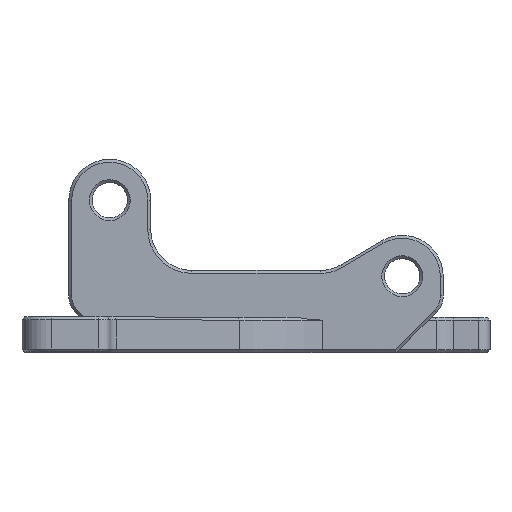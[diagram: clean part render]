
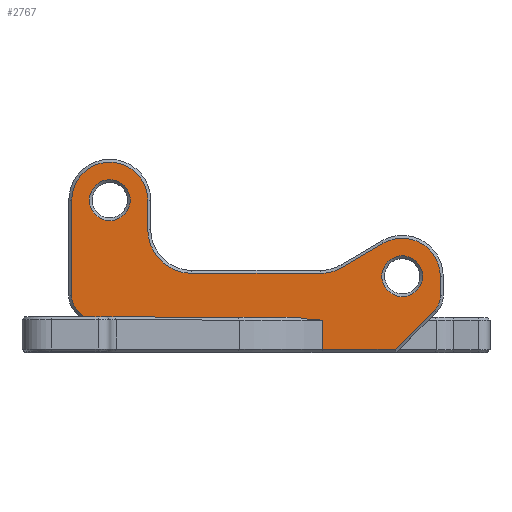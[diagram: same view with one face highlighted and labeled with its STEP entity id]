
A CAD part, top view. The second image highlights one B-rep face of the part: STEP entity #2767.
In plain terms, the highlighted planar face has unit normal (0, 0, 1).
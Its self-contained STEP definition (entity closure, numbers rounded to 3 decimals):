
#57=FACE_BOUND('',#476,.T.);
#58=FACE_BOUND('',#477,.T.);
#67=(
BOUNDED_CURVE()
B_SPLINE_CURVE(2,(#4403,#4404,#4405),.UNSPECIFIED.,.F.,.F.)
B_SPLINE_CURVE_WITH_KNOTS((3,3),(0.128,0.256),
 .UNSPECIFIED.)
CURVE()
GEOMETRIC_REPRESENTATION_ITEM()
RATIONAL_B_SPLINE_CURVE((1.,1.021,1.))
REPRESENTATION_ITEM('')
);
#68=(
BOUNDED_CURVE()
B_SPLINE_CURVE(2,(#4409,#4410,#4411),.UNSPECIFIED.,.F.,.F.)
B_SPLINE_CURVE_WITH_KNOTS((3,3),(0.,0.227),.UNSPECIFIED.)
CURVE()
GEOMETRIC_REPRESENTATION_ITEM()
RATIONAL_B_SPLINE_CURVE((1.,1.006,1.))
REPRESENTATION_ITEM('')
);
#81=CIRCLE('',#2931,1.75);
#82=CIRCLE('',#2934,3.25);
#84=CIRCLE('',#2938,3.75);
#86=CIRCLE('',#2942,3.75);
#88=CIRCLE('',#2946,3.25);
#91=CIRCLE('',#2951,1.75);
#122=CIRCLE('',#2999,1.75);
#123=CIRCLE('',#3000,1.75);
#296=FACE_OUTER_BOUND('',#475,.T.);
#475=EDGE_LOOP('',(#1993,#1994,#1995,#1996,#1997,#1998,#1999,#2000,#2001,
#2002,#2003,#2004,#2005,#2006,#2007,#2008,#2009,#2010,#2011));
#476=EDGE_LOOP('',(#2012));
#477=EDGE_LOOP('',(#2013));
#629=LINE('',#4114,#904);
#633=LINE('',#4126,#908);
#637=LINE('',#4138,#912);
#641=LINE('',#4150,#916);
#645=LINE('',#4162,#920);
#649=LINE('',#4174,#924);
#654=LINE('',#4188,#929);
#681=LINE('',#4282,#956);
#700=LINE('',#4401,#975);
#701=LINE('',#4407,#976);
#702=LINE('',#4412,#977);
#904=VECTOR('',#3235,10.);
#908=VECTOR('',#3247,10.);
#912=VECTOR('',#3259,10.);
#916=VECTOR('',#3271,10.);
#920=VECTOR('',#3283,10.);
#924=VECTOR('',#3295,10.);
#929=VECTOR('',#3308,10.);
#956=VECTOR('',#3391,10.);
#975=VECTOR('',#3446,10.);
#976=VECTOR('',#3447,10.);
#977=VECTOR('',#3448,10.);
#1179=VERTEX_POINT('',#4111);
#1180=VERTEX_POINT('',#4113);
#1182=VERTEX_POINT('',#4119);
#1184=VERTEX_POINT('',#4125);
#1186=VERTEX_POINT('',#4131);
#1188=VERTEX_POINT('',#4137);
#1190=VERTEX_POINT('',#4143);
#1192=VERTEX_POINT('',#4149);
#1194=VERTEX_POINT('',#4155);
#1196=VERTEX_POINT('',#4161);
#1198=VERTEX_POINT('',#4167);
#1200=VERTEX_POINT('',#4173);
#1202=VERTEX_POINT('',#4179);
#1205=VERTEX_POINT('',#4187);
#1234=VERTEX_POINT('',#4277);
#1268=VERTEX_POINT('',#4400);
#1269=VERTEX_POINT('',#4402);
#1270=VERTEX_POINT('',#4406);
#1271=VERTEX_POINT('',#4408);
#1272=VERTEX_POINT('',#4413);
#1273=VERTEX_POINT('',#4415);
#1418=EDGE_CURVE('',#1179,#1180,#629,.T.);
#1423=EDGE_CURVE('',#1180,#1182,#81,.T.);
#1424=EDGE_CURVE('',#1182,#1184,#633,.T.);
#1427=EDGE_CURVE('',#1184,#1186,#82,.T.);
#1430=EDGE_CURVE('',#1186,#1188,#637,.T.);
#1433=EDGE_CURVE('',#1188,#1190,#84,.T.);
#1436=EDGE_CURVE('',#1190,#1192,#641,.T.);
#1439=EDGE_CURVE('',#1192,#1194,#86,.T.);
#1442=EDGE_CURVE('',#1194,#1196,#645,.T.);
#1445=EDGE_CURVE('',#1196,#1198,#88,.T.);
#1448=EDGE_CURVE('',#1198,#1200,#649,.T.);
#1453=EDGE_CURVE('',#1200,#1202,#91,.T.);
#1455=EDGE_CURVE('',#1202,#1205,#654,.T.);
#1498=EDGE_CURVE('',#1205,#1234,#681,.T.);
#1537=EDGE_CURVE('',#1268,#1179,#700,.T.);
#1538=EDGE_CURVE('',#1269,#1268,#67,.F.);
#1539=EDGE_CURVE('',#1269,#1270,#701,.T.);
#1540=EDGE_CURVE('',#1271,#1270,#68,.F.);
#1541=EDGE_CURVE('',#1234,#1271,#702,.T.);
#1542=EDGE_CURVE('',#1272,#1272,#122,.T.);
#1543=EDGE_CURVE('',#1273,#1273,#123,.T.);
#1993=ORIENTED_EDGE('',*,*,#1498,.F.);
#1994=ORIENTED_EDGE('',*,*,#1455,.F.);
#1995=ORIENTED_EDGE('',*,*,#1453,.F.);
#1996=ORIENTED_EDGE('',*,*,#1448,.F.);
#1997=ORIENTED_EDGE('',*,*,#1445,.F.);
#1998=ORIENTED_EDGE('',*,*,#1442,.F.);
#1999=ORIENTED_EDGE('',*,*,#1439,.F.);
#2000=ORIENTED_EDGE('',*,*,#1436,.F.);
#2001=ORIENTED_EDGE('',*,*,#1433,.F.);
#2002=ORIENTED_EDGE('',*,*,#1430,.F.);
#2003=ORIENTED_EDGE('',*,*,#1427,.F.);
#2004=ORIENTED_EDGE('',*,*,#1424,.F.);
#2005=ORIENTED_EDGE('',*,*,#1423,.F.);
#2006=ORIENTED_EDGE('',*,*,#1418,.F.);
#2007=ORIENTED_EDGE('',*,*,#1537,.F.);
#2008=ORIENTED_EDGE('',*,*,#1538,.F.);
#2009=ORIENTED_EDGE('',*,*,#1539,.T.);
#2010=ORIENTED_EDGE('',*,*,#1540,.F.);
#2011=ORIENTED_EDGE('',*,*,#1541,.F.);
#2012=ORIENTED_EDGE('',*,*,#1542,.F.);
#2013=ORIENTED_EDGE('',*,*,#1543,.F.);
#2671=PLANE('',#2998);
#2767=ADVANCED_FACE('',(#296,#57,#58),#2671,.T.);
#2931=AXIS2_PLACEMENT_3D('',#4123,#3243,#3244);
#2934=AXIS2_PLACEMENT_3D('',#4132,#3252,#3253);
#2938=AXIS2_PLACEMENT_3D('',#4144,#3264,#3265);
#2942=AXIS2_PLACEMENT_3D('',#4156,#3276,#3277);
#2946=AXIS2_PLACEMENT_3D('',#4168,#3288,#3289);
#2951=AXIS2_PLACEMENT_3D('',#4183,#3303,#3304);
#2998=AXIS2_PLACEMENT_3D('',#4399,#3444,#3445);
#2999=AXIS2_PLACEMENT_3D('',#4414,#3449,#3450);
#3000=AXIS2_PLACEMENT_3D('',#4416,#3451,#3452);
#3235=DIRECTION('',(-0.707,0.707,0.));
#3243=DIRECTION('center_axis',(0.,0.,-1.));
#3244=DIRECTION('ref_axis',(-0.924,-0.383,0.));
#3247=DIRECTION('',(0.,1.,0.));
#3252=DIRECTION('center_axis',(0.,0.,-1.));
#3253=DIRECTION('ref_axis',(1.,0.,0.));
#3259=DIRECTION('',(0.,-1.,0.));
#3264=DIRECTION('center_axis',(0.,0.,1.));
#3265=DIRECTION('ref_axis',(0.,-1.,0.));
#3271=DIRECTION('',(1.,0.,0.));
#3276=DIRECTION('center_axis',(0.,0.,1.));
#3277=DIRECTION('ref_axis',(0.,-1.,0.));
#3283=DIRECTION('',(0.862,0.508,0.));
#3288=DIRECTION('center_axis',(0.,0.,-1.));
#3289=DIRECTION('ref_axis',(1.,0.,0.));
#3295=DIRECTION('',(0.,-1.,0.));
#3303=DIRECTION('center_axis',(0.,0.,-1.));
#3304=DIRECTION('ref_axis',(0.924,-0.383,0.));
#3308=DIRECTION('',(-0.707,-0.707,0.));
#3391=DIRECTION('',(-1.,0.,0.));
#3444=DIRECTION('center_axis',(0.,0.,1.));
#3445=DIRECTION('ref_axis',(1.,0.,0.));
#3446=DIRECTION('',(0.,-1.,0.));
#3447=DIRECTION('',(1.,0.,0.));
#3448=DIRECTION('',(0.,1.,0.));
#3449=DIRECTION('center_axis',(0.,0.,1.));
#3450=DIRECTION('ref_axis',(1.,0.,0.));
#3451=DIRECTION('center_axis',(0.,0.,1.));
#3452=DIRECTION('ref_axis',(1.,0.,0.));
#4111=CARTESIAN_POINT('',(-12.568,-1.868,3.));
#4113=CARTESIAN_POINT('',(-15.027,0.591,3.));
#4114=CARTESIAN_POINT('',(-12.051,-2.386,3.));
#4119=CARTESIAN_POINT('',(-15.54,1.828,3.));
#4123=CARTESIAN_POINT('Origin',(-13.79,1.828,3.));
#4125=CARTESIAN_POINT('',(-15.54,10.,3.));
#4126=CARTESIAN_POINT('',(-15.54,8.375,3.));
#4131=CARTESIAN_POINT('',(-9.04,10.,3.));
#4132=CARTESIAN_POINT('Origin',(-12.29,10.,3.));
#4137=CARTESIAN_POINT('',(-9.04,7.5,3.));
#4138=CARTESIAN_POINT('',(-9.04,7.125,3.));
#4143=CARTESIAN_POINT('',(-5.29,3.75,3.));
#4144=CARTESIAN_POINT('Origin',(-5.29,7.5,3.));
#4149=CARTESIAN_POINT('',(5.71,3.75,3.));
#4150=CARTESIAN_POINT('',(2.96,3.75,3.));
#4155=CARTESIAN_POINT('',(7.614,4.269,3.));
#4156=CARTESIAN_POINT('Origin',(5.71,7.5,3.));
#4161=CARTESIAN_POINT('',(11.06,6.3,3.));
#4162=CARTESIAN_POINT('',(7.132,3.985,3.));
#4167=CARTESIAN_POINT('',(15.96,3.5,3.));
#4168=CARTESIAN_POINT('Origin',(12.71,3.5,3.));
#4173=CARTESIAN_POINT('',(15.96,1.828,3.));
#4174=CARTESIAN_POINT('',(15.96,3.375,3.));
#4179=CARTESIAN_POINT('',(15.448,0.591,3.));
#4183=CARTESIAN_POINT('Origin',(14.21,1.828,3.));
#4187=CARTESIAN_POINT('',(12.107,-2.75,3.));
#4188=CARTESIAN_POINT('',(12.471,-2.386,3.));
#4277=CARTESIAN_POINT('',(5.888,-2.75,3.));
#4282=CARTESIAN_POINT('',(-7.79,-2.75,3.));
#4399=CARTESIAN_POINT('Origin',(0.21,6.75,3.));
#4400=CARTESIAN_POINT('',(-12.568,-0.25,3.));
#4401=CARTESIAN_POINT('',(-12.568,1.875,3.));
#4402=CARTESIAN_POINT('',(-11.318,0.,3.));
#4403=CARTESIAN_POINT('Ctrl Pts',(-12.568,-0.25,
3.));
#4404=CARTESIAN_POINT('Ctrl Pts',(-11.968,-0.25,
3.));
#4405=CARTESIAN_POINT('Ctrl Pts',(-11.318,0.,
3.));
#4406=CARTESIAN_POINT('',(3.638,0.,3.));
#4407=CARTESIAN_POINT('',(0.21,0.,3.));
#4408=CARTESIAN_POINT('',(5.888,-0.25,3.));
#4409=CARTESIAN_POINT('Ctrl Pts',(3.638,0.,
3.));
#4410=CARTESIAN_POINT('Ctrl Pts',(4.777,-0.25,3.));
#4411=CARTESIAN_POINT('Ctrl Pts',(5.888,-0.25,3.));
#4412=CARTESIAN_POINT('',(5.888,1.875,3.));
#4413=CARTESIAN_POINT('',(10.96,3.5,3.));
#4414=CARTESIAN_POINT('Origin',(12.71,3.5,3.));
#4415=CARTESIAN_POINT('',(-14.04,10.,3.));
#4416=CARTESIAN_POINT('Origin',(-12.29,10.,3.));
